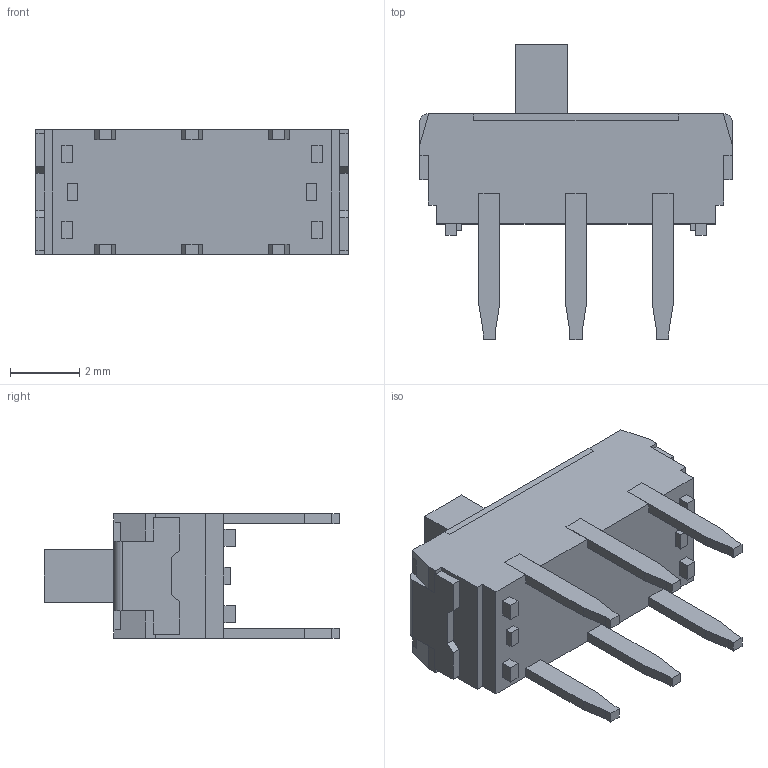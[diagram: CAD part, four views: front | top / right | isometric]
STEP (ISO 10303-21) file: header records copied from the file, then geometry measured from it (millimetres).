
FILE_DESCRIPTION (( 'STEP AP214' ), '1' );
FILE_NAME ('JS202011CQN.STEP', '2025-03-12T05:31:39', ( 'LENOVO' ), ( '' ), 'SwSTEP 2.0', 'SolidWorks 2021', '' );
FILE_SCHEMA (( 'AUTOMOTIVE_DESIGN' ));
Length unit declared in the file: millimetre
Products named in the file (1): JS202011CQN
Bounding box: 9 x 8.5 x 3.6 mm (x, y, z)
Volume: 106.3 mm3; surface area: 278.2 mm2
Topology: 8 solids, 8 shells, 213 faces, 562 edges, 372 vertices
Faces by surface type: plane 211, cylinder 2
Entity records: 6537 total; most frequent: CARTESIAN_POINT 1148, ORIENTED_EDGE 1124, DIRECTION 994, EDGE_CURVE 562, LINE 558, VECTOR 558, VERTEX_POINT 372, EDGE_LOOP 222
